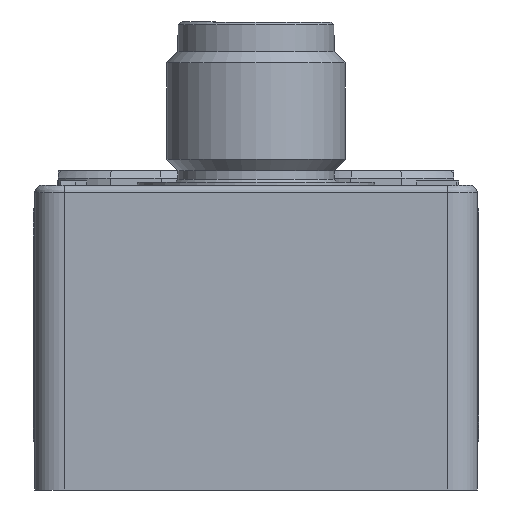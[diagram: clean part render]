
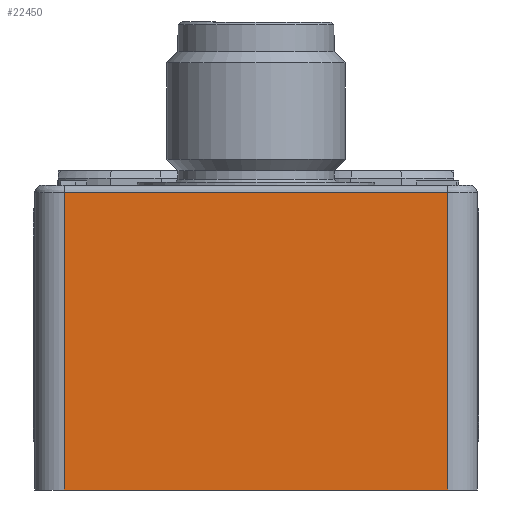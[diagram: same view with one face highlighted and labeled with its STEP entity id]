
A CAD part, left-side view. The second image highlights one B-rep face of the part: STEP entity #22450.
In plain terms, the highlighted planar face has unit normal (-1, 0, 0).
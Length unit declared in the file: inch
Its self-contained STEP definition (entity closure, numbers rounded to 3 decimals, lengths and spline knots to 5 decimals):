
#334 = LINE ( 'NONE', #8441, #15260 ) ;
#425 = CARTESIAN_POINT ( 'NONE',  ( -1.94882, -0.50787, 0.76772 ) ) ;
#659 = DIRECTION ( 'NONE',  ( 0., 0., 1. ) ) ;
#2495 = AXIS2_PLACEMENT_3D ( 'NONE', #3868, #9224, #9748 ) ;
#3238 = DIRECTION ( 'NONE',  ( 0., -1., 0. ) ) ;
#3712 = CARTESIAN_POINT ( 'NONE',  ( -1.94882, -0.50787, -0.01969 ) ) ;
#3868 = CARTESIAN_POINT ( 'NONE',  ( -1.94882, -0.57087, 0.7874 ) ) ;
#6372 = ORIENTED_EDGE ( 'NONE', *, *, #9196, .T. ) ;
#6391 = ORIENTED_EDGE ( 'NONE', *, *, #12845, .F. ) ;
#6464 = CARTESIAN_POINT ( 'NONE',  ( -1.94882, -0.50787, 0.3937 ) ) ;
#8344 = VECTOR ( 'NONE', #3238, 39.37008 ) ;
#8441 = CARTESIAN_POINT ( 'NONE',  ( -1.94882, 0.50787, 0.7874 ) ) ;
#8669 = CARTESIAN_POINT ( 'NONE',  ( -1.94882, 0.50787, 0.76772 ) ) ;
#9196 = EDGE_CURVE ( 'NONE', #13432, #25569, #22023, .T. ) ;
#9224 = DIRECTION ( 'NONE',  ( 1., 0., 0. ) ) ;
#9408 = DIRECTION ( 'NONE',  ( 0., 0., -1. ) ) ;
#9748 = DIRECTION ( 'NONE',  ( 0., 0., -1. ) ) ;
#9925 = CARTESIAN_POINT ( 'NONE',  ( -1.94882, 0.50787, -0.01969 ) ) ;
#12845 = EDGE_CURVE ( 'NONE', #21158, #29434, #29624, .T. ) ;
#13432 = VERTEX_POINT ( 'NONE', #9925 ) ;
#13464 = DIRECTION ( 'NONE',  ( 0., -1., 0. ) ) ;
#14471 = VECTOR ( 'NONE', #13464, 39.37008 ) ;
#15017 = VECTOR ( 'NONE', #9408, 39.37008 ) ;
#15260 = VECTOR ( 'NONE', #659, 39.37008 ) ;
#16379 = ORIENTED_EDGE ( 'NONE', *, *, #32031, .F. ) ;
#19788 = CARTESIAN_POINT ( 'NONE',  ( -1.94882, -0.57087, 0.76772 ) ) ;
#21158 = VERTEX_POINT ( 'NONE', #8669 ) ;
#22023 = LINE ( 'NONE', #32530, #14471 ) ;
#22450 = ADVANCED_FACE ( 'NONE', ( #22499 ), #27500, .F. ) ;
#22499 = FACE_OUTER_BOUND ( 'NONE', #29900, .T. ) ;
#24548 = EDGE_CURVE ( 'NONE', #29434, #25569, #27346, .T. ) ;
#25569 = VERTEX_POINT ( 'NONE', #3712 ) ;
#27346 = LINE ( 'NONE', #6464, #15017 ) ;
#27500 = PLANE ( 'NONE',  #2495 ) ;
#27549 = ORIENTED_EDGE ( 'NONE', *, *, #24548, .F. ) ;
#29434 = VERTEX_POINT ( 'NONE', #425 ) ;
#29624 = LINE ( 'NONE', #19788, #8344 ) ;
#29900 = EDGE_LOOP ( 'NONE', ( #16379, #6372, #27549, #6391 ) ) ;
#32031 = EDGE_CURVE ( 'NONE', #13432, #21158, #334, .T. ) ;
#32530 = CARTESIAN_POINT ( 'NONE',  ( -1.94882, 0., -0.01969 ) ) ;
